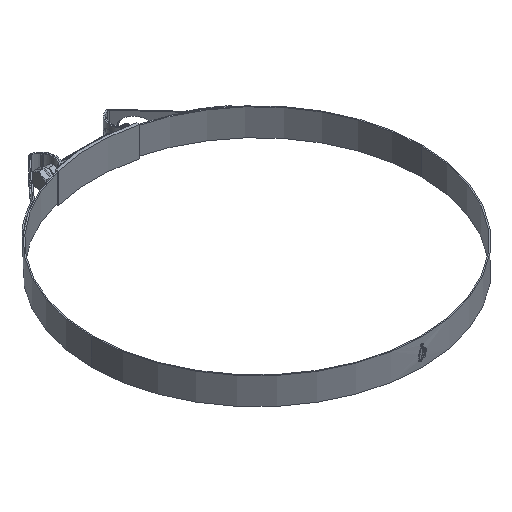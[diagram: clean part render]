
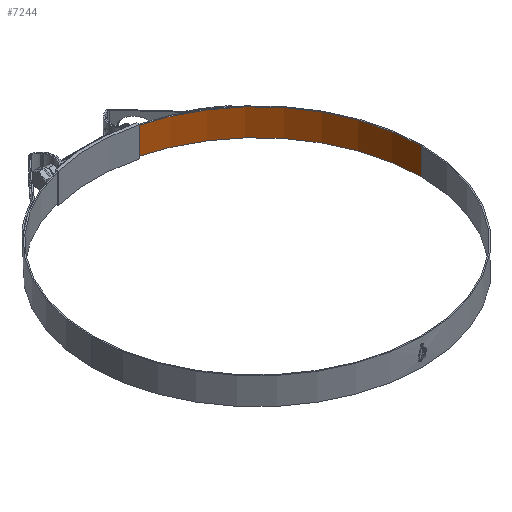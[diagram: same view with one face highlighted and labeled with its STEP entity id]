
A CAD part, isometric view. The second image highlights one B-rep face of the part: STEP entity #7244.
In plain terms, the highlighted cylindrical face has radius 171.5 mm (diameter 343 mm), a partial arc.
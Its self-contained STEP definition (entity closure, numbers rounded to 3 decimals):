
#85 = DIRECTION ( 'NONE',  ( 0., 0., -1. ) ) ;
#197 = EDGE_CURVE ( 'NONE', #15129, #13100, #18214, .T. ) ;
#1348 = FACE_OUTER_BOUND ( 'NONE', #28112, .T. ) ;
#4373 = AXIS2_PLACEMENT_3D ( 'NONE', #39033, #85, #32898 ) ;
#5017 = DIRECTION ( 'NONE',  ( 0., 0., -1. ) ) ;
#6590 = ORIENTED_EDGE ( 'NONE', *, *, #197, .T. ) ;
#7244 = ADVANCED_FACE ( 'NONE', ( #1348 ), #13419, .F. ) ;
#11578 = EDGE_CURVE ( 'NONE', #23444, #16222, #35281, .T. ) ;
#11717 = CIRCLE ( 'NONE', #36984, 171.5 ) ;
#12591 = DIRECTION ( 'NONE',  ( 0., 0., -1. ) ) ;
#13100 = VERTEX_POINT ( 'NONE', #32992 ) ;
#13197 = CARTESIAN_POINT ( 'NONE',  ( 171.5, 0., 14. ) ) ;
#13419 = CYLINDRICAL_SURFACE ( 'NONE', #20894, 171.5 ) ;
#13612 = DIRECTION ( 'NONE',  ( -1., 0., 0. ) ) ;
#13761 = CARTESIAN_POINT ( 'NONE',  ( 171.5, 0., -14. ) ) ;
#14788 = ORIENTED_EDGE ( 'NONE', *, *, #35671, .T. ) ;
#15129 = VERTEX_POINT ( 'NONE', #22341 ) ;
#16222 = VERTEX_POINT ( 'NONE', #13761 ) ;
#16565 = CARTESIAN_POINT ( 'NONE',  ( 0., 0., 14. ) ) ;
#16571 = VECTOR ( 'NONE', #33858, 1000. ) ;
#18214 = LINE ( 'NONE', #30291, #16571 ) ;
#18450 = VECTOR ( 'NONE', #5017, 1000. ) ;
#18898 = DIRECTION ( 'NONE',  ( -1., 0., 0. ) ) ;
#20631 = CARTESIAN_POINT ( 'NONE',  ( 171.5, 0., 14. ) ) ;
#20894 = AXIS2_PLACEMENT_3D ( 'NONE', #16565, #34552, #13612 ) ;
#22341 = CARTESIAN_POINT ( 'NONE',  ( 39.95, 166.782, 14. ) ) ;
#23444 = VERTEX_POINT ( 'NONE', #13197 ) ;
#28112 = EDGE_LOOP ( 'NONE', ( #38413, #30880, #6590, #14788 ) ) ;
#30291 = CARTESIAN_POINT ( 'NONE',  ( 39.95, 166.782, 14. ) ) ;
#30880 = ORIENTED_EDGE ( 'NONE', *, *, #33346, .F. ) ;
#32786 = CIRCLE ( 'NONE', #4373, 171.5 ) ;
#32898 = DIRECTION ( 'NONE',  ( -1., 0., 0. ) ) ;
#32992 = CARTESIAN_POINT ( 'NONE',  ( 39.95, 166.782, -14. ) ) ;
#33346 = EDGE_CURVE ( 'NONE', #15129, #23444, #11717, .T. ) ;
#33534 = CARTESIAN_POINT ( 'NONE',  ( 0., 0., 14. ) ) ;
#33858 = DIRECTION ( 'NONE',  ( 0., 0., -1. ) ) ;
#34552 = DIRECTION ( 'NONE',  ( 0., 0., -1. ) ) ;
#35281 = LINE ( 'NONE', #20631, #18450 ) ;
#35671 = EDGE_CURVE ( 'NONE', #13100, #16222, #32786, .T. ) ;
#36984 = AXIS2_PLACEMENT_3D ( 'NONE', #33534, #12591, #18898 ) ;
#38413 = ORIENTED_EDGE ( 'NONE', *, *, #11578, .F. ) ;
#39033 = CARTESIAN_POINT ( 'NONE',  ( 0., 0., -14. ) ) ;
